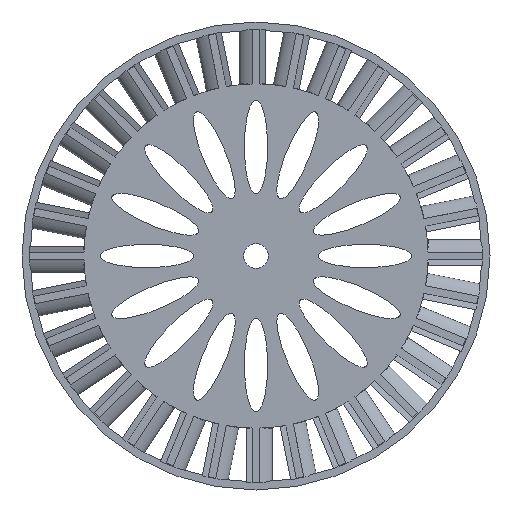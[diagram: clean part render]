
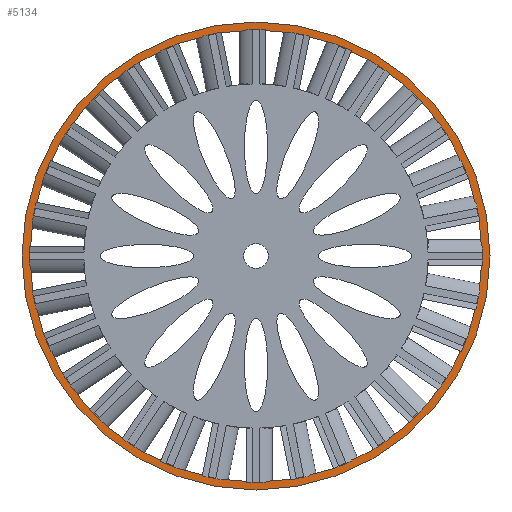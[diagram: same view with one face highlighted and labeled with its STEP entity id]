
A CAD part, front view. The second image highlights one B-rep face of the part: STEP entity #5134.
In plain terms, the highlighted planar face has unit normal (0, -1, 0).
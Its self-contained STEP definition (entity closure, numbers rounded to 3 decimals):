
#103 = CARTESIAN_POINT ( 'NONE',  ( 0., 0., 0. ) ) ;
#110 = EDGE_CURVE ( 'NONE', #6177, #4309, #3175, .T. ) ;
#166 = PLANE ( 'NONE',  #3041 ) ;
#377 = DIRECTION ( 'NONE',  ( 0., 1., 0. ) ) ;
#382 = CARTESIAN_POINT ( 'NONE',  ( 0., 0., -95.377 ) ) ;
#523 = DIRECTION ( 'NONE',  ( 0., 0., 1. ) ) ;
#956 = CARTESIAN_POINT ( 'NONE',  ( 0., 0., 95.377 ) ) ;
#1036 = AXIS2_PLACEMENT_3D ( 'NONE', #1091, #377, #523 ) ;
#1091 = CARTESIAN_POINT ( 'NONE',  ( 0., 0., 0. ) ) ;
#1333 = DIRECTION ( 'NONE',  ( 0., 1., 0. ) ) ;
#1336 = DIRECTION ( 'NONE',  ( 0., 0., 1. ) ) ;
#1718 = AXIS2_PLACEMENT_3D ( 'NONE', #1759, #3791, #1791 ) ;
#1759 = CARTESIAN_POINT ( 'NONE',  ( 0., 0., 0. ) ) ;
#1791 = DIRECTION ( 'NONE',  ( 0., 0., 1. ) ) ;
#1817 = EDGE_CURVE ( 'NONE', #1970, #4289, #4920, .T. ) ;
#1970 = VERTEX_POINT ( 'NONE', #6314 ) ;
#1992 = ORIENTED_EDGE ( 'NONE', *, *, #110, .F. ) ;
#2030 = DIRECTION ( 'NONE',  ( 0., 1., 0. ) ) ;
#2346 = CARTESIAN_POINT ( 'NONE',  ( 0., 0., -92.202 ) ) ;
#2554 = EDGE_LOOP ( 'NONE', ( #3706, #2999 ) ) ;
#2880 = DIRECTION ( 'NONE',  ( 0., 1., 0. ) ) ;
#2999 = ORIENTED_EDGE ( 'NONE', *, *, #1817, .T. ) ;
#3041 = AXIS2_PLACEMENT_3D ( 'NONE', #4144, #2030, #1336 ) ;
#3175 = CIRCLE ( 'NONE', #1036, 95.377 ) ;
#3213 = FACE_BOUND ( 'NONE', #2554, .T. ) ;
#3706 = ORIENTED_EDGE ( 'NONE', *, *, #6490, .T. ) ;
#3791 = DIRECTION ( 'NONE',  ( 0., 1., 0. ) ) ;
#3932 = ORIENTED_EDGE ( 'NONE', *, *, #5643, .F. ) ;
#4144 = CARTESIAN_POINT ( 'NONE',  ( 0., 0., 0. ) ) ;
#4289 = VERTEX_POINT ( 'NONE', #2346 ) ;
#4309 = VERTEX_POINT ( 'NONE', #382 ) ;
#4357 = CIRCLE ( 'NONE', #5198, 92.202 ) ;
#4593 = CIRCLE ( 'NONE', #1718, 95.377 ) ;
#4876 = DIRECTION ( 'NONE',  ( 0., 0., 1. ) ) ;
#4920 = CIRCLE ( 'NONE', #5443, 92.202 ) ;
#5134 = ADVANCED_FACE ( 'NONE', ( #3213, #5233 ), #166, .F. ) ;
#5198 = AXIS2_PLACEMENT_3D ( 'NONE', #103, #2880, #4876 ) ;
#5233 = FACE_OUTER_BOUND ( 'NONE', #6126, .T. ) ;
#5387 = DIRECTION ( 'NONE',  ( 0., 0., 1. ) ) ;
#5443 = AXIS2_PLACEMENT_3D ( 'NONE', #5878, #1333, #5387 ) ;
#5643 = EDGE_CURVE ( 'NONE', #4309, #6177, #4593, .T. ) ;
#5878 = CARTESIAN_POINT ( 'NONE',  ( 0., 0., 0. ) ) ;
#6126 = EDGE_LOOP ( 'NONE', ( #3932, #1992 ) ) ;
#6177 = VERTEX_POINT ( 'NONE', #956 ) ;
#6314 = CARTESIAN_POINT ( 'NONE',  ( 0., 0., 92.202 ) ) ;
#6490 = EDGE_CURVE ( 'NONE', #4289, #1970, #4357, .T. ) ;
